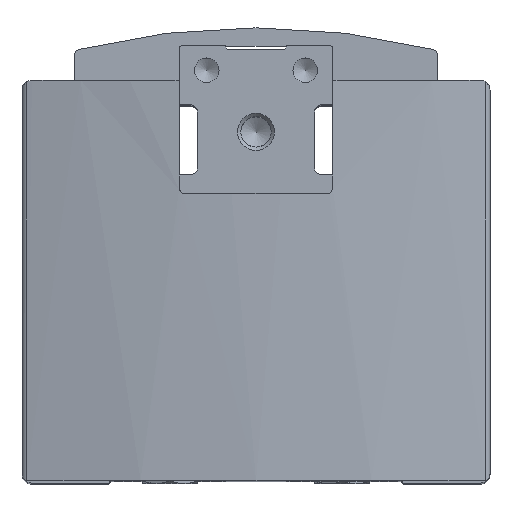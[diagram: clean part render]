
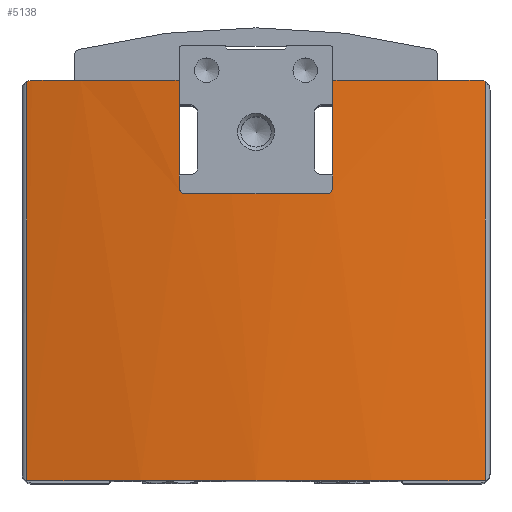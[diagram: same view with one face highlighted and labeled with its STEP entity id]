
A CAD part, top view. The second image highlights one B-rep face of the part: STEP entity #5138.
In plain terms, the highlighted cylindrical face has radius 80 mm (diameter 160 mm), a partial arc.
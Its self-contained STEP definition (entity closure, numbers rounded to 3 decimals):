
#137=ELLIPSE('',#5476,113.137,80.);
#138=ELLIPSE('',#5480,113.137,80.);
#227=LINE('',#7469,#489);
#228=LINE('',#7471,#490);
#236=LINE('',#7507,#498);
#245=LINE('',#7531,#507);
#489=VECTOR('',#6123,1000.);
#490=VECTOR('',#6126,1000.);
#498=VECTOR('',#6154,1000.);
#507=VECTOR('',#6177,1000.);
#788=B_SPLINE_CURVE_WITH_KNOTS('',3,(#7152,#7153,#7154,#7155),
 .UNSPECIFIED.,.F.,.F.,(4,4),(0.,0.),
 .UNSPECIFIED.);
#798=B_SPLINE_CURVE_WITH_KNOTS('',3,(#7483,#7484,#7485,#7486),
 .UNSPECIFIED.,.F.,.F.,(4,4),(0.,0.),
 .UNSPECIFIED.);
#1139=ORIENTED_EDGE('',*,*,#1947,.F.);
#1140=ORIENTED_EDGE('',*,*,#2013,.F.);
#1141=ORIENTED_EDGE('',*,*,#2017,.T.);
#1142=ORIENTED_EDGE('',*,*,#2024,.F.);
#1143=ORIENTED_EDGE('',*,*,#2029,.F.);
#1144=ORIENTED_EDGE('',*,*,#2031,.F.);
#1145=ORIENTED_EDGE('',*,*,#2037,.F.);
#1146=ORIENTED_EDGE('',*,*,#2039,.F.);
#1147=ORIENTED_EDGE('',*,*,#2041,.F.);
#1148=ORIENTED_EDGE('',*,*,#2045,.F.);
#1149=ORIENTED_EDGE('',*,*,#1876,.T.);
#1150=ORIENTED_EDGE('',*,*,#2012,.T.);
#1876=EDGE_CURVE('',#2386,#2387,#788,.T.);
#1947=EDGE_CURVE('',#2452,#2453,#2789,.T.);
#2012=EDGE_CURVE('',#2387,#2453,#227,.T.);
#2013=EDGE_CURVE('',#2499,#2452,#228,.T.);
#2017=EDGE_CURVE('',#2499,#2501,#798,.T.);
#2024=EDGE_CURVE('',#2505,#2501,#2815,.T.);
#2029=EDGE_CURVE('',#2509,#2505,#236,.F.);
#2031=EDGE_CURVE('',#2510,#2509,#137,.T.);
#2037=EDGE_CURVE('',#2515,#2510,#2819,.T.);
#2039=EDGE_CURVE('',#2516,#2515,#138,.T.);
#2041=EDGE_CURVE('',#2517,#2516,#245,.T.);
#2045=EDGE_CURVE('',#2386,#2517,#2820,.T.);
#2386=VERTEX_POINT('',#7145);
#2387=VERTEX_POINT('',#7151);
#2452=VERTEX_POINT('',#7341);
#2453=VERTEX_POINT('',#7342);
#2499=VERTEX_POINT('',#7472);
#2501=VERTEX_POINT('',#7482);
#2505=VERTEX_POINT('',#7497);
#2509=VERTEX_POINT('',#7508);
#2510=VERTEX_POINT('',#7512);
#2515=VERTEX_POINT('',#7524);
#2516=VERTEX_POINT('',#7528);
#2517=VERTEX_POINT('',#7532);
#2789=CIRCLE('',#5423,80.);
#2815=CIRCLE('',#5470,80.);
#2819=CIRCLE('',#5478,80.);
#2820=CIRCLE('',#5483,80.);
#3038=EDGE_LOOP('',(#1139,#1140,#1141,#1142,#1143,#1144,#1145,#1146,#1147,
#1148,#1149,#1150));
#3416=FACE_BOUND('',#3038,.T.);
#3746=CYLINDRICAL_SURFACE('',#5493,80.);
#5138=ADVANCED_FACE('',(#3416),#3746,.T.);
#5423=AXIS2_PLACEMENT_3D('',#7340,#6000,#6001);
#5470=AXIS2_PLACEMENT_3D('',#7498,#6143,#6144);
#5476=AXIS2_PLACEMENT_3D('',#7511,#6158,#6159);
#5478=AXIS2_PLACEMENT_3D('',#7523,#6167,#6168);
#5480=AXIS2_PLACEMENT_3D('',#7527,#6172,#6173);
#5483=AXIS2_PLACEMENT_3D('',#7538,#6183,#6184);
#5493=AXIS2_PLACEMENT_3D('',#7562,#6207,#6208);
#6000=DIRECTION('',(0.,-1.,0.));
#6001=DIRECTION('',(0.,0.,-1.));
#6123=DIRECTION('',(0.,-1.,0.));
#6126=DIRECTION('',(0.,-1.,0.));
#6143=DIRECTION('',(0.,1.,0.));
#6144=DIRECTION('',(1.,0.,0.));
#6154=DIRECTION('',(0.,-1.,0.));
#6158=DIRECTION('',(-0.707,0.707,0.));
#6159=DIRECTION('',(-0.707,-0.707,0.));
#6167=DIRECTION('',(0.,1.,0.));
#6168=DIRECTION('',(0.,0.,1.));
#6172=DIRECTION('',(0.707,0.707,0.));
#6173=DIRECTION('',(0.707,-0.707,0.));
#6177=DIRECTION('',(0.,-1.,0.));
#6183=DIRECTION('',(0.,1.,0.));
#6184=DIRECTION('',(1.,0.,0.));
#6207=DIRECTION('',(0.,-1.,0.));
#6208=DIRECTION('',(0.,0.,-1.));
#7145=CARTESIAN_POINT('',(-18.2,32.7,27.902));
#7151=CARTESIAN_POINT('',(-18.616,32.583,27.804));
#7152=CARTESIAN_POINT('',(-18.2,32.7,27.902));
#7153=CARTESIAN_POINT('',(-18.347,32.7,27.868));
#7154=CARTESIAN_POINT('',(-18.49,32.66,27.834));
#7155=CARTESIAN_POINT('',(-18.616,32.583,27.804));
#7340=CARTESIAN_POINT('',(0.,0.2,-50.));
#7341=CARTESIAN_POINT('',(18.616,0.2,27.804));
#7342=CARTESIAN_POINT('',(-18.616,0.2,27.804));
#7469=CARTESIAN_POINT('',(-18.616,32.7,27.804));
#7471=CARTESIAN_POINT('',(18.616,32.7,27.804));
#7472=CARTESIAN_POINT('',(18.616,32.583,27.804));
#7482=CARTESIAN_POINT('',(18.2,32.7,27.902));
#7483=CARTESIAN_POINT('',(18.616,32.583,27.804));
#7484=CARTESIAN_POINT('',(18.49,32.66,27.834));
#7485=CARTESIAN_POINT('',(18.347,32.7,27.868));
#7486=CARTESIAN_POINT('',(18.2,32.7,27.902));
#7497=CARTESIAN_POINT('',(6.25,32.7,29.755));
#7498=CARTESIAN_POINT('',(0.,32.7,-50.));
#7507=CARTESIAN_POINT('',(6.25,32.7,29.755));
#7508=CARTESIAN_POINT('',(6.25,23.8,29.755));
#7511=CARTESIAN_POINT('',(0.,17.55,-50.));
#7512=CARTESIAN_POINT('',(5.95,23.5,29.778));
#7523=CARTESIAN_POINT('',(0.,23.5,-50.));
#7524=CARTESIAN_POINT('',(-5.95,23.5,29.778));
#7527=CARTESIAN_POINT('',(0.,17.55,-50.));
#7528=CARTESIAN_POINT('',(-6.25,23.8,29.755));
#7531=CARTESIAN_POINT('',(-6.25,32.7,29.755));
#7532=CARTESIAN_POINT('',(-6.25,32.7,29.755));
#7538=CARTESIAN_POINT('',(0.,32.7,-50.));
#7562=CARTESIAN_POINT('',(0.,32.7,-50.));
